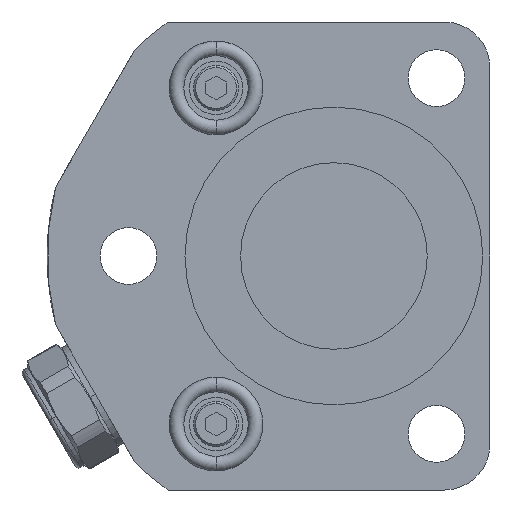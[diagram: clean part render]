
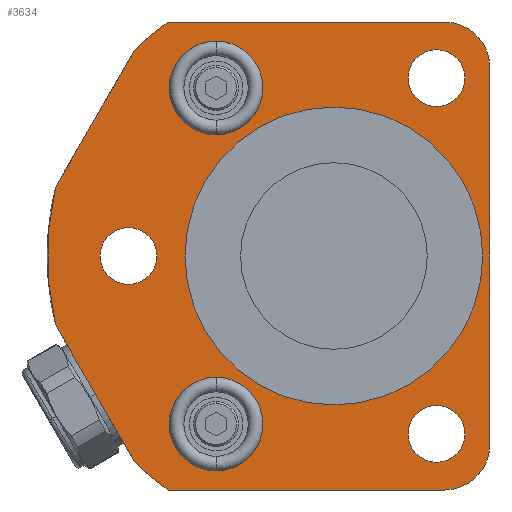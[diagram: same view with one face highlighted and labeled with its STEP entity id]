
A CAD part, front view. The second image highlights one B-rep face of the part: STEP entity #3634.
In plain terms, the highlighted planar face has unit normal (0, -1, 0).
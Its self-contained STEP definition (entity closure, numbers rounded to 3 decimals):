
#214=CARTESIAN_POINT('',(0.,0.,0.));
#215=DIRECTION('',(0.,-1.,0.));
#216=DIRECTION('',(1.,0.,0.));
#217=AXIS2_PLACEMENT_3D('',#214,#215,#216);
#222=CARTESIAN_POINT('',(0.,0.,0.));
#223=DIRECTION('',(0.,1.,0.));
#224=DIRECTION('',(1.,0.,0.));
#225=AXIS2_PLACEMENT_3D('',#222,#223,#224);
#230=CARTESIAN_POINT('',(13.436,0.,-22.936));
#231=DIRECTION('',(0.,-1.,0.));
#232=DIRECTION('',(0.,0.,-1.));
#233=AXIS2_PLACEMENT_3D('',#230,#231,#232);
#238=DIRECTION('',(-1.,0.,0.));
#239=VECTOR('',#238,33.624);
#240=CARTESIAN_POINT('',(13.436,0.,-28.499));
#241=LINE('',#240,#239);
#245=DIRECTION('',(0.5,0.,-0.866));
#246=VECTOR('',#245,19.386);
#247=CARTESIAN_POINT('',(-33.904,0.,-8.382));
#248=LINE('',#247,#246);
#252=DIRECTION('',(0.5,0.,0.866));
#253=VECTOR('',#252,19.386);
#254=CARTESIAN_POINT('',(-33.904,0.,8.382));
#255=LINE('',#254,#253);
#259=DIRECTION('',(1.,0.,0.));
#260=VECTOR('',#259,33.624);
#261=CARTESIAN_POINT('',(-20.188,0.,28.499));
#262=LINE('',#261,#260);
#266=CARTESIAN_POINT('',(13.436,0.,22.936));
#267=DIRECTION('',(0.,-1.,0.));
#268=DIRECTION('',(1.,0.,0.));
#269=AXIS2_PLACEMENT_3D('',#266,#267,#268);
#274=DIRECTION('',(0.,0.,1.));
#275=VECTOR('',#274,45.872);
#276=CARTESIAN_POINT('',(18.999,0.,-22.936));
#277=LINE('',#276,#275);
#281=CARTESIAN_POINT('',(12.497,0.,21.666));
#282=DIRECTION('',(0.,-1.,0.));
#283=DIRECTION('',(1.,0.,0.));
#284=AXIS2_PLACEMENT_3D('',#281,#282,#283);
#289=CARTESIAN_POINT('',(12.497,0.,21.666));
#290=DIRECTION('',(0.,-1.,0.));
#291=DIRECTION('',(-1.,0.,0.));
#292=AXIS2_PLACEMENT_3D('',#289,#290,#291);
#297=CARTESIAN_POINT('',(12.497,0.,-21.666));
#298=DIRECTION('',(0.,-1.,0.));
#299=DIRECTION('',(1.,0.,0.));
#300=AXIS2_PLACEMENT_3D('',#297,#298,#299);
#305=CARTESIAN_POINT('',(12.497,0.,-21.666));
#306=DIRECTION('',(0.,-1.,0.));
#307=DIRECTION('',(-1.,0.,0.));
#308=AXIS2_PLACEMENT_3D('',#305,#306,#307);
#313=CARTESIAN_POINT('',(-25.019,0.,0.));
#314=DIRECTION('',(0.,-1.,0.));
#315=DIRECTION('',(1.,0.,0.));
#316=AXIS2_PLACEMENT_3D('',#313,#314,#315);
#321=CARTESIAN_POINT('',(-25.019,0.,0.));
#322=DIRECTION('',(0.,-1.,0.));
#323=DIRECTION('',(-1.,0.,0.));
#324=AXIS2_PLACEMENT_3D('',#321,#322,#323);
#329=CARTESIAN_POINT('',(-14.351,0.,-20.472));
#330=DIRECTION('',(0.,1.,0.));
#331=DIRECTION('',(-1.,0.,0.));
#332=AXIS2_PLACEMENT_3D('',#329,#330,#331);
#337=CARTESIAN_POINT('',(-14.351,0.,-20.472));
#338=DIRECTION('',(0.,1.,0.));
#339=DIRECTION('',(1.,0.,0.));
#340=AXIS2_PLACEMENT_3D('',#337,#338,#339);
#345=CARTESIAN_POINT('',(-14.351,0.,20.473));
#346=DIRECTION('',(0.,1.,0.));
#347=DIRECTION('',(-1.,0.,0.));
#348=AXIS2_PLACEMENT_3D('',#345,#346,#347);
#353=CARTESIAN_POINT('',(-14.351,0.,20.473));
#354=DIRECTION('',(0.,1.,0.));
#355=DIRECTION('',(1.,0.,0.));
#356=AXIS2_PLACEMENT_3D('',#353,#354,#355);
#611=CARTESIAN_POINT('',(0.,0.,0.));
#612=DIRECTION('',(0.,-1.,0.));
#613=DIRECTION('',(-0.971,0.,0.24));
#614=AXIS2_PLACEMENT_3D('',#611,#612,#613);
#619=CARTESIAN_POINT('',(0.,0.,0.));
#620=DIRECTION('',(0.,-1.,0.));
#621=DIRECTION('',(-0.693,0.,-0.721));
#622=AXIS2_PLACEMENT_3D('',#619,#620,#621);
#627=CARTESIAN_POINT('',(0.,0.,0.));
#628=DIRECTION('',(0.,-1.,0.));
#629=DIRECTION('',(-0.578,0.,0.816));
#630=AXIS2_PLACEMENT_3D('',#627,#628,#629);
#3011=CARTESIAN_POINT('',(18.136,0.,0.));
#3013=VERTEX_POINT('',#3011);
#3015=CARTESIAN_POINT('',(-18.136,0.,0.));
#3017=VERTEX_POINT('',#3015);
#3018=CARTESIAN_POINT('',(-33.904,0.,-8.382));
#3019=CARTESIAN_POINT('',(-24.211,0.,-25.171));
#3020=VERTEX_POINT('',#3018);
#3021=VERTEX_POINT('',#3019);
#3022=CARTESIAN_POINT('',(-33.904,0.,8.382));
#3023=CARTESIAN_POINT('',(-24.211,0.,25.171));
#3024=VERTEX_POINT('',#3022);
#3025=VERTEX_POINT('',#3023);
#3026=CARTESIAN_POINT('',(-20.188,0.,28.499));
#3027=VERTEX_POINT('',#3026);
#3028=CARTESIAN_POINT('',(-20.188,0.,-28.499));
#3029=VERTEX_POINT('',#3028);
#3030=CARTESIAN_POINT('',(15.952,0.,21.666));
#3031=CARTESIAN_POINT('',(9.043,0.,21.666));
#3032=VERTEX_POINT('',#3030);
#3033=VERTEX_POINT('',#3031);
#3126=CARTESIAN_POINT('',(-20.054,0.,-20.472));
#3127=CARTESIAN_POINT('',(-8.649,0.,-20.472));
#3128=VERTEX_POINT('',#3126);
#3129=VERTEX_POINT('',#3127);
#3142=CARTESIAN_POINT('',(-20.054,0.,20.473));
#3143=CARTESIAN_POINT('',(-8.649,0.,20.473));
#3144=VERTEX_POINT('',#3142);
#3145=VERTEX_POINT('',#3143);
#3168=CARTESIAN_POINT('',(15.951,0.,-21.666));
#3169=CARTESIAN_POINT('',(9.042,0.,-21.666));
#3170=VERTEX_POINT('',#3168);
#3171=VERTEX_POINT('',#3169);
#3172=CARTESIAN_POINT('',(-21.565,0.,0.));
#3173=CARTESIAN_POINT('',(-28.474,0.,0.));
#3174=VERTEX_POINT('',#3172);
#3175=VERTEX_POINT('',#3173);
#3208=CARTESIAN_POINT('',(13.436,0.,-28.499));
#3209=CARTESIAN_POINT('',(18.999,0.,-22.936));
#3210=VERTEX_POINT('',#3208);
#3211=VERTEX_POINT('',#3209);
#3212=CARTESIAN_POINT('',(18.999,0.,22.936));
#3213=CARTESIAN_POINT('',(13.436,0.,28.499));
#3214=VERTEX_POINT('',#3212);
#3215=VERTEX_POINT('',#3213);
#3572=CARTESIAN_POINT('',(0.,0.,0.));
#3573=DIRECTION('',(0.,-1.,0.));
#3574=DIRECTION('',(-1.,0.,0.));
#3575=AXIS2_PLACEMENT_3D('',#3572,#3573,#3574);
#3576=PLANE('',#3575);
#3578=ORIENTED_EDGE('',*,*,#3577,.F.);
#3580=ORIENTED_EDGE('',*,*,#3579,.T.);
#3582=ORIENTED_EDGE('',*,*,#3581,.F.);
#3584=ORIENTED_EDGE('',*,*,#3583,.F.);
#3586=ORIENTED_EDGE('',*,*,#3585,.F.);
#3588=ORIENTED_EDGE('',*,*,#3587,.T.);
#3590=ORIENTED_EDGE('',*,*,#3589,.F.);
#3592=ORIENTED_EDGE('',*,*,#3591,.T.);
#3594=ORIENTED_EDGE('',*,*,#3593,.F.);
#3596=ORIENTED_EDGE('',*,*,#3595,.F.);
#3597=EDGE_LOOP('',(#3578,#3580,#3582,#3584,#3586,#3588,#3590,#3592,#3594,
#3596));
#3598=FACE_OUTER_BOUND('',#3597,.F.);
#3600=ORIENTED_EDGE('',*,*,#3599,.T.);
#3602=ORIENTED_EDGE('',*,*,#3601,.F.);
#3603=EDGE_LOOP('',(#3600,#3602));
#3604=FACE_BOUND('',#3603,.F.);
#3606=ORIENTED_EDGE('',*,*,#3605,.T.);
#3608=ORIENTED_EDGE('',*,*,#3607,.T.);
#3609=EDGE_LOOP('',(#3606,#3608));
#3610=FACE_BOUND('',#3609,.F.);
#3612=ORIENTED_EDGE('',*,*,#3611,.T.);
#3614=ORIENTED_EDGE('',*,*,#3613,.T.);
#3615=EDGE_LOOP('',(#3612,#3614));
#3616=FACE_BOUND('',#3615,.F.);
#3618=ORIENTED_EDGE('',*,*,#3617,.T.);
#3620=ORIENTED_EDGE('',*,*,#3619,.T.);
#3621=EDGE_LOOP('',(#3618,#3620));
#3622=FACE_BOUND('',#3621,.F.);
#3624=ORIENTED_EDGE('',*,*,#3623,.F.);
#3626=ORIENTED_EDGE('',*,*,#3625,.F.);
#3627=EDGE_LOOP('',(#3624,#3626));
#3628=FACE_BOUND('',#3627,.F.);
#3629=ORIENTED_EDGE('',*,*,#3562,.F.);
#3631=ORIENTED_EDGE('',*,*,#3630,.F.);
#3632=EDGE_LOOP('',(#3629,#3631));
#3633=FACE_BOUND('',#3632,.F.);
#218=CIRCLE('',#217,18.136);
#226=CIRCLE('',#225,18.136);
#234=CIRCLE('',#233,5.563);
#270=CIRCLE('',#269,5.563);
#285=CIRCLE('',#284,3.455);
#293=CIRCLE('',#292,3.455);
#301=CIRCLE('',#300,3.455);
#309=CIRCLE('',#308,3.455);
#317=CIRCLE('',#316,3.455);
#325=CIRCLE('',#324,3.455);
#333=CIRCLE('',#332,5.703);
#341=CIRCLE('',#340,5.703);
#349=CIRCLE('',#348,5.703);
#357=CIRCLE('',#356,5.703);
#615=CIRCLE('',#614,34.925);
#623=CIRCLE('',#622,34.925);
#631=CIRCLE('',#630,34.925);
#3562=EDGE_CURVE('',#3144,#3145,#349,.T.);
#3577=EDGE_CURVE('',#3210,#3211,#234,.T.);
#3579=EDGE_CURVE('',#3210,#3029,#241,.T.);
#3581=EDGE_CURVE('',#3021,#3029,#623,.T.);
#3583=EDGE_CURVE('',#3020,#3021,#248,.T.);
#3585=EDGE_CURVE('',#3024,#3020,#615,.T.);
#3587=EDGE_CURVE('',#3024,#3025,#255,.T.);
#3589=EDGE_CURVE('',#3027,#3025,#631,.T.);
#3591=EDGE_CURVE('',#3027,#3215,#262,.T.);
#3593=EDGE_CURVE('',#3214,#3215,#270,.T.);
#3595=EDGE_CURVE('',#3211,#3214,#277,.T.);
#3599=EDGE_CURVE('',#3013,#3017,#218,.T.);
#3601=EDGE_CURVE('',#3013,#3017,#226,.T.);
#3605=EDGE_CURVE('',#3032,#3033,#285,.T.);
#3607=EDGE_CURVE('',#3033,#3032,#293,.T.);
#3611=EDGE_CURVE('',#3170,#3171,#301,.T.);
#3613=EDGE_CURVE('',#3171,#3170,#309,.T.);
#3617=EDGE_CURVE('',#3174,#3175,#317,.T.);
#3619=EDGE_CURVE('',#3175,#3174,#325,.T.);
#3623=EDGE_CURVE('',#3128,#3129,#333,.T.);
#3625=EDGE_CURVE('',#3129,#3128,#341,.T.);
#3630=EDGE_CURVE('',#3145,#3144,#357,.T.);
#3634=ADVANCED_FACE('',(#3598,#3604,#3610,#3616,#3622,#3628,#3633),#3576,.T.);
